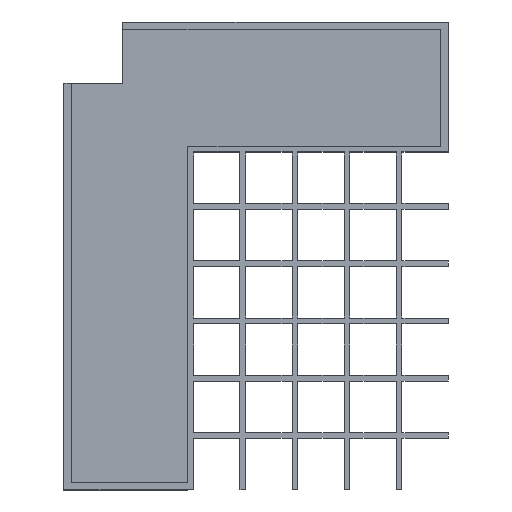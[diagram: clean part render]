
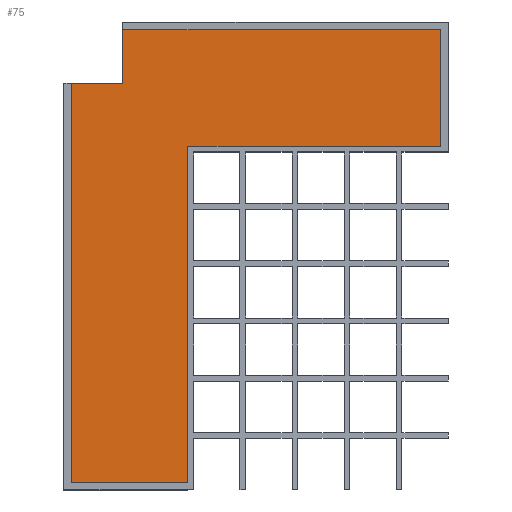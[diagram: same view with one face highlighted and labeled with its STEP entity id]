
A CAD part, top view. The second image highlights one B-rep face of the part: STEP entity #75.
In plain terms, the highlighted planar face has unit normal (0, 0, 1).
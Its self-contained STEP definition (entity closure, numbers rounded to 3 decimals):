
#75=ADVANCED_FACE('',(#239),#2981,.T.);
#239=FACE_OUTER_BOUND('',#403,.T.);
#403=EDGE_LOOP('',(#634,#635,#636,#637,#638,#639,#640,#641));
#634=ORIENTED_EDGE('',*,*,#1639,.T.);
#635=ORIENTED_EDGE('',*,*,#1642,.T.);
#636=ORIENTED_EDGE('',*,*,#1596,.T.);
#637=ORIENTED_EDGE('',*,*,#1615,.T.);
#638=ORIENTED_EDGE('',*,*,#1614,.T.);
#639=ORIENTED_EDGE('',*,*,#1617,.T.);
#640=ORIENTED_EDGE('',*,*,#1598,.T.);
#641=ORIENTED_EDGE('',*,*,#1640,.T.);
#1596=EDGE_CURVE('',#2603,#2618,#2180,.T.);
#1598=EDGE_CURVE('',#2605,#2637,#2182,.T.);
#1614=EDGE_CURVE('',#2622,#2620,#2198,.T.);
#1615=EDGE_CURVE('',#2618,#2622,#2199,.T.);
#1617=EDGE_CURVE('',#2620,#2605,#2201,.T.);
#1639=EDGE_CURVE('',#2639,#2635,#2223,.T.);
#1640=EDGE_CURVE('',#2637,#2639,#2224,.T.);
#1642=EDGE_CURVE('',#2635,#2603,#2226,.T.);
#2180=B_SPLINE_CURVE_WITH_KNOTS('',1,(#3740,#3741),.UNSPECIFIED.,.F.,.F.,
(2,2),(0.,26.66),.UNSPECIFIED.);
#2182=B_SPLINE_CURVE_WITH_KNOTS('',1,(#3744,#3745),.UNSPECIFIED.,.F.,.F.,
(2,2),(0.,131.),.UNSPECIFIED.);
#2198=B_SPLINE_CURVE_WITH_KNOTS('',1,(#3776,#3777),.UNSPECIFIED.,.F.,.F.,
(2,2),(-343.514,-283.114),.UNSPECIFIED.);
#2199=B_SPLINE_CURVE_WITH_KNOTS('',1,(#3778,#3779),.UNSPECIFIED.,.F.,.F.,
(2,2),(-550.229,-343.514),.UNSPECIFIED.);
#2201=B_SPLINE_CURVE_WITH_KNOTS('',1,(#3782,#3783),.UNSPECIFIED.,.F.,.F.,
(2,2),(0.,174.2),.UNSPECIFIED.);
#2223=B_SPLINE_CURVE_WITH_KNOTS('',1,(#3826,#3827),.UNSPECIFIED.,.F.,.F.,
(2,2),(4.,168.74),.UNSPECIFIED.);
#2224=B_SPLINE_CURVE_WITH_KNOTS('',1,(#3828,#3829),.UNSPECIFIED.,.F.,.F.,
(2,2),(-64.4,-4.),.UNSPECIFIED.);
#2226=B_SPLINE_CURVE_WITH_KNOTS('',1,(#3832,#3833),.UNSPECIFIED.,.F.,.F.,
(2,2),(0.,27.886),.UNSPECIFIED.);
#2603=VERTEX_POINT('',#3415);
#2605=VERTEX_POINT('',#3417);
#2618=VERTEX_POINT('',#3430);
#2620=VERTEX_POINT('',#3432);
#2622=VERTEX_POINT('',#3434);
#2635=VERTEX_POINT('',#3447);
#2637=VERTEX_POINT('',#3449);
#2639=VERTEX_POINT('',#3451);
#2981=PLANE('',#3138);
#3138=AXIS2_PLACEMENT_3D('',#3402,#3250,$);
#3250=DIRECTION('',(0.,0.,1.));
#3402=CARTESIAN_POINT('',(-4.,-107.357,20.));
#3415=CARTESIAN_POINT('',(26.66,103.357,20.));
#3417=CARTESIAN_POINT('',(60.4,70.843,20.));
#3430=CARTESIAN_POINT('',(0.,103.357,20.));
#3432=CARTESIAN_POINT('',(60.4,-103.357,20.));
#3434=CARTESIAN_POINT('',(0.,-103.357,20.));
#3447=CARTESIAN_POINT('',(26.66,131.243,20.));
#3449=CARTESIAN_POINT('',(191.4,70.843,20.));
#3451=CARTESIAN_POINT('',(191.4,131.243,20.));
#3740=CARTESIAN_POINT('',(26.66,103.357,20.));
#3741=CARTESIAN_POINT('',(0.,103.357,20.));
#3744=CARTESIAN_POINT('',(60.4,70.843,20.));
#3745=CARTESIAN_POINT('',(191.4,70.843,20.));
#3776=CARTESIAN_POINT('',(0.,-103.357,20.));
#3777=CARTESIAN_POINT('',(60.4,-103.357,20.));
#3778=CARTESIAN_POINT('',(0.,103.357,20.));
#3779=CARTESIAN_POINT('',(0.,-103.357,20.));
#3782=CARTESIAN_POINT('',(60.4,-103.357,20.));
#3783=CARTESIAN_POINT('',(60.4,70.843,20.));
#3826=CARTESIAN_POINT('',(191.4,131.243,20.));
#3827=CARTESIAN_POINT('',(26.66,131.243,20.));
#3828=CARTESIAN_POINT('',(191.4,70.843,20.));
#3829=CARTESIAN_POINT('',(191.4,131.243,20.));
#3832=CARTESIAN_POINT('',(26.66,131.243,20.));
#3833=CARTESIAN_POINT('',(26.66,103.357,20.));
